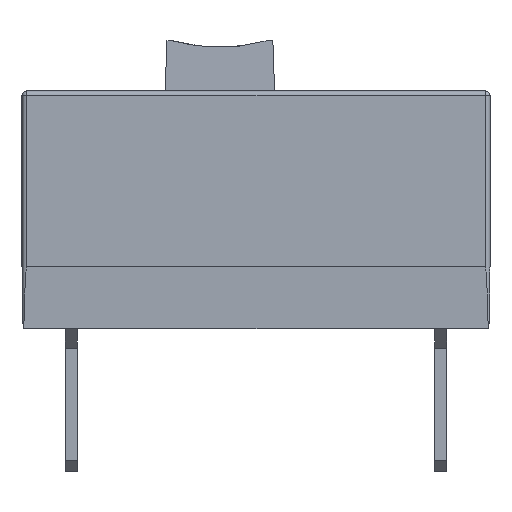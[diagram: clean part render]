
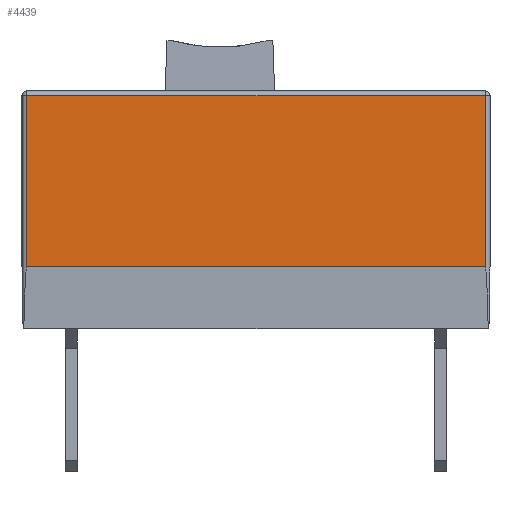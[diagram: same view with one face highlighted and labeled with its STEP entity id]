
A CAD part, left-side view. The second image highlights one B-rep face of the part: STEP entity #4439.
In plain terms, the highlighted planar face has unit normal (-1, 0, 0).
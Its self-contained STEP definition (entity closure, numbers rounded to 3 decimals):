
#4400=CARTESIAN_POINT('',(-10.795,-4.726,5.181));
#4401=VERTEX_POINT('',#4400);
#4402=CARTESIAN_POINT('',(-10.795,4.726,5.181));
#4403=VERTEX_POINT('',#4402);
#4404=CARTESIAN_POINT('',(-10.795,4.826,5.181));
#4405=DIRECTION('',(-0.0,1.0,0.0));
#4406=VECTOR('',#4405,1.0);
#4407=LINE('',#4404,#4406);
#4408=EDGE_CURVE('n� 15541',#4401,#4403,#4407,.T.);
#4409=ORIENTED_EDGE('',*,*,#4408,.T.);
#4410=CARTESIAN_POINT('',(-10.795,4.726,1.651));
#4411=VERTEX_POINT('',#4410);
#4412=CARTESIAN_POINT('',(-10.795,4.726,5.281));
#4413=DIRECTION('',(0.0,0.0,-1.0));
#4414=VECTOR('',#4413,1.0);
#4415=LINE('',#4412,#4414);
#4416=EDGE_CURVE('n� 15546',#4403,#4411,#4415,.T.);
#4417=ORIENTED_EDGE('',*,*,#4416,.T.);
#4418=CARTESIAN_POINT('',(-10.795,-4.726,1.651));
#4419=VERTEX_POINT('',#4418);
#4420=CARTESIAN_POINT('',(-10.795,4.826,1.651));
#4421=DIRECTION('',(0.0,-1.0,0.0));
#4422=VECTOR('',#4421,1.0);
#4423=LINE('',#4420,#4422);
#4424=EDGE_CURVE('n� 15532',#4411,#4419,#4423,.T.);
#4425=ORIENTED_EDGE('',*,*,#4424,.T.);
#4426=CARTESIAN_POINT('',(-10.795,-4.726,5.281));
#4427=DIRECTION('',(0.0,0.0,1.0));
#4428=VECTOR('',#4427,1.0);
#4429=LINE('',#4426,#4428);
#4430=EDGE_CURVE('n� 15544',#4419,#4401,#4429,.T.);
#4431=ORIENTED_EDGE('',*,*,#4430,.T.);
#4432=EDGE_LOOP('',(#4409,#4417,#4425,#4431));
#4433=FACE_OUTER_BOUND('',#4432,.T.);
#4434=CARTESIAN_POINT('',(-10.795,4.826,5.281));
#4435=DIRECTION('',(1.0,0.0,0.0));
#4436=DIRECTION('',(0.0,0.0,-1.0));
#4437=AXIS2_PLACEMENT_3D('',#4434,#4435,#4436);
#4438=PLANE('',#4437);
#4439=ADVANCED_FACE('n� 85',(#4433),#4438,.F.);
